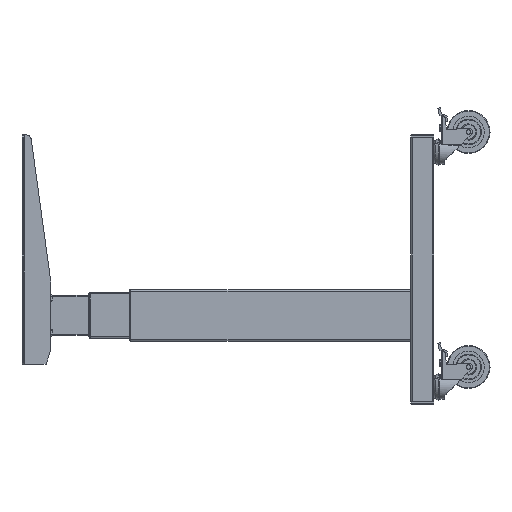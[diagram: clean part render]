
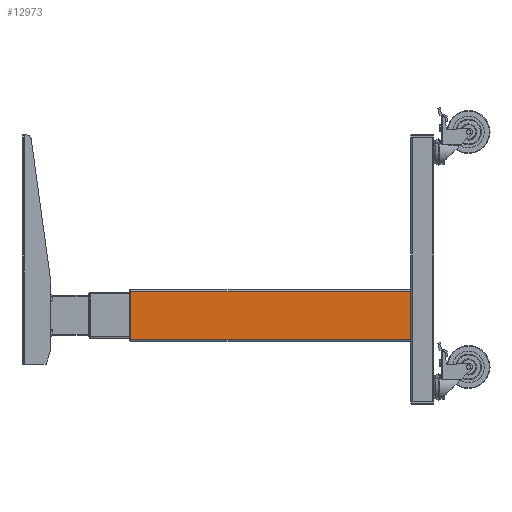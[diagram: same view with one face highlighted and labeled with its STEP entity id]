
A CAD part, left-side view. The second image highlights one B-rep face of the part: STEP entity #12973.
In plain terms, the highlighted planar face has unit normal (-1, 0, 0).
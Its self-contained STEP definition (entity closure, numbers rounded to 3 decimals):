
#754 = CARTESIAN_POINT ( 'NONE',  ( -30., 135., 42.5 ) ) ;
#788 = CARTESIAN_POINT ( 'NONE',  ( -30., 135., -42.5 ) ) ;
#1036 = ORIENTED_EDGE ( 'NONE', *, *, #22414, .T. ) ;
#1578 = ORIENTED_EDGE ( 'NONE', *, *, #23198, .F. ) ;
#2597 = DIRECTION ( 'NONE',  ( 1., 0., 0. ) ) ;
#2799 = VECTOR ( 'NONE', #22914, 1000. ) ;
#3762 = ORIENTED_EDGE ( 'NONE', *, *, #31242, .F. ) ;
#6821 = VERTEX_POINT ( 'NONE', #13272 ) ;
#7063 = AXIS2_PLACEMENT_3D ( 'NONE', #18950, #2597, #22205 ) ;
#7223 = CARTESIAN_POINT ( 'NONE',  ( -30., 627., 42.5 ) ) ;
#8433 = LINE ( 'NONE', #30946, #12812 ) ;
#8918 = DIRECTION ( 'NONE',  ( 0., 1., 0. ) ) ;
#11049 = LINE ( 'NONE', #788, #2799 ) ;
#12812 = VECTOR ( 'NONE', #34161, 1000. ) ;
#12875 = VECTOR ( 'NONE', #17798, 1000. ) ;
#12973 = ADVANCED_FACE ( 'NONE', ( #32671 ), #16050, .F. ) ;
#13272 = CARTESIAN_POINT ( 'NONE',  ( -30., 627., 42.5 ) ) ;
#14523 = CARTESIAN_POINT ( 'NONE',  ( -30., 135., -42.5 ) ) ;
#16050 = PLANE ( 'NONE',  #7063 ) ;
#17657 = VERTEX_POINT ( 'NONE', #18563 ) ;
#17798 = DIRECTION ( 'NONE',  ( 0., 0., -1. ) ) ;
#18563 = CARTESIAN_POINT ( 'NONE',  ( -30., 135., 42.5 ) ) ;
#18950 = CARTESIAN_POINT ( 'NONE',  ( -30., 135., 42.5 ) ) ;
#22083 = VERTEX_POINT ( 'NONE', #30330 ) ;
#22205 = DIRECTION ( 'NONE',  ( 0., 0., -1. ) ) ;
#22414 = EDGE_CURVE ( 'NONE', #6821, #22083, #34707, .T. ) ;
#22755 = VECTOR ( 'NONE', #8918, 1000. ) ;
#22914 = DIRECTION ( 'NONE',  ( 0., 1., 0. ) ) ;
#23198 = EDGE_CURVE ( 'NONE', #17657, #33704, #8433, .T. ) ;
#24370 = EDGE_CURVE ( 'NONE', #17657, #6821, #35466, .T. ) ;
#30330 = CARTESIAN_POINT ( 'NONE',  ( -30., 627., -42.5 ) ) ;
#30946 = CARTESIAN_POINT ( 'NONE',  ( -30., 135., 42.5 ) ) ;
#30961 = ORIENTED_EDGE ( 'NONE', *, *, #24370, .T. ) ;
#31242 = EDGE_CURVE ( 'NONE', #33704, #22083, #11049, .T. ) ;
#32671 = FACE_OUTER_BOUND ( 'NONE', #35496, .T. ) ;
#33704 = VERTEX_POINT ( 'NONE', #14523 ) ;
#34161 = DIRECTION ( 'NONE',  ( 0., 0., -1. ) ) ;
#34707 = LINE ( 'NONE', #7223, #12875 ) ;
#35466 = LINE ( 'NONE', #754, #22755 ) ;
#35496 = EDGE_LOOP ( 'NONE', ( #1036, #3762, #1578, #30961 ) ) ;
